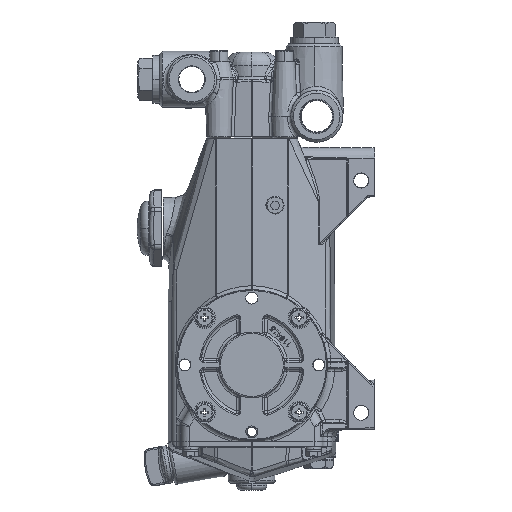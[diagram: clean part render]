
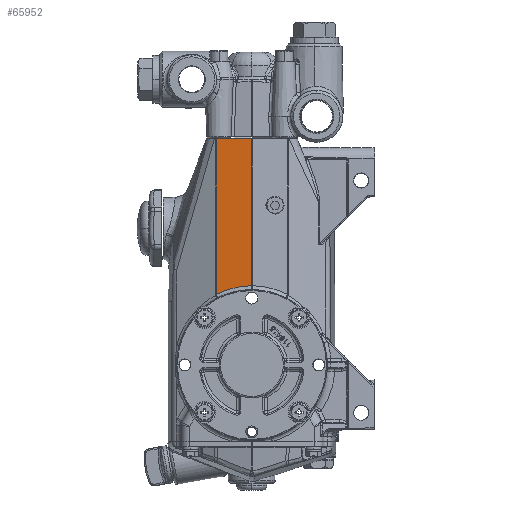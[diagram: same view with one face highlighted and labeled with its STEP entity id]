
A CAD part, left-side view. The second image highlights one B-rep face of the part: STEP entity #65952.
In plain terms, the highlighted planar face has unit normal (-0.993, 0.117, 0).
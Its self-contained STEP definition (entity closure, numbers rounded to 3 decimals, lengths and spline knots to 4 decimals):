
#2069 = DIRECTION ( 'NONE',  ( 0.117, 0.993, 0. ) ) ;
#4489 = EDGE_CURVE ( 'NONE', #123588, #56288, #66451, .T. ) ;
#12604 = CARTESIAN_POINT ( 'NONE',  ( -2.5956, 1.0366, 6.5354 ) ) ;
#15063 = CARTESIAN_POINT ( 'NONE',  ( -2.597, 1.0253, 6.5354 ) ) ;
#20579 = CARTESIAN_POINT ( 'NONE',  ( -2.6341, 0.7091, 2.1949 ) ) ;
#22184 = ORIENTED_EDGE ( 'NONE', *, *, #4489, .T. ) ;
#30882 = LINE ( 'NONE', #135906, #108776 ) ;
#34779 = VECTOR ( 'NONE', #93780, 39.3701 ) ;
#37821 = LINE ( 'NONE', #93090, #34779 ) ;
#40728 = EDGE_CURVE ( 'NONE', #56288, #128884, #30882, .T. ) ;
#42111 = ORIENTED_EDGE ( 'NONE', *, *, #44448, .T. ) ;
#44448 = EDGE_CURVE ( 'NONE', #101487, #123588, #88602, .T. ) ;
#50210 = AXIS2_PLACEMENT_3D ( 'NONE', #12604, #98014, #2069 ) ;
#50688 = CARTESIAN_POINT ( 'NONE',  ( -2.597, 1.0253, 2.0334 ) ) ;
#56288 = VERTEX_POINT ( 'NONE', #71057 ) ;
#65834 = PLANE ( 'NONE',  #50210 ) ;
#65952 = ADVANCED_FACE ( 'NONE', ( #108546 ), #65834, .F. ) ;
#66451 =( BOUNDED_CURVE ( )  B_SPLINE_CURVE ( 3, ( #50688, #20579, #124916, #105993 ),
 .UNSPECIFIED., .F., .F. ) 
 B_SPLINE_CURVE_WITH_KNOTS ( ( 4, 4 ),
 ( 4.24, 4.7023 ),
 .UNSPECIFIED. ) 
 CURVE ( )  GEOMETRIC_REPRESENTATION_ITEM ( )  RATIONAL_B_SPLINE_CURVE ( ( 1., 0.982, 0.982, 1. ) ) 
 REPRESENTATION_ITEM ( '' )  );
#71057 = CARTESIAN_POINT ( 'NONE',  ( -2.7163, 0.0092, 2.2833 ) ) ;
#76689 = DIRECTION ( 'NONE',  ( 0., 0., -1. ) ) ;
#79147 = CARTESIAN_POINT ( 'NONE',  ( -2.597, 1.0253, 2.0334 ) ) ;
#88602 = LINE ( 'NONE', #15063, #107052 ) ;
#90933 = ORIENTED_EDGE ( 'NONE', *, *, #120135, .T. ) ;
#93090 = CARTESIAN_POINT ( 'NONE',  ( -2.597, 1.0253, 6.5157 ) ) ;
#93780 = DIRECTION ( 'NONE',  ( 0.117, 0.993, 0. ) ) ;
#95294 = DIRECTION ( 'NONE',  ( 0., 0., 1. ) ) ;
#98014 = DIRECTION ( 'NONE',  ( 0.993, -0.117, 0. ) ) ;
#99870 = CARTESIAN_POINT ( 'NONE',  ( -2.7163, 0.0092, 6.5157 ) ) ;
#101487 = VERTEX_POINT ( 'NONE', #126741 ) ;
#105993 = CARTESIAN_POINT ( 'NONE',  ( -2.7163, 0.0092, 2.2833 ) ) ;
#107052 = VECTOR ( 'NONE', #76689, 39.3701 ) ;
#108546 = FACE_OUTER_BOUND ( 'NONE', #118297, .T. ) ;
#108776 = VECTOR ( 'NONE', #95294, 39.3701 ) ;
#118297 = EDGE_LOOP ( 'NONE', ( #42111, #22184, #136656, #90933 ) ) ;
#120135 = EDGE_CURVE ( 'NONE', #128884, #101487, #37821, .T. ) ;
#123588 = VERTEX_POINT ( 'NONE', #79147 ) ;
#124916 = CARTESIAN_POINT ( 'NONE',  ( -2.6746, 0.3643, 2.2798 ) ) ;
#126741 = CARTESIAN_POINT ( 'NONE',  ( -2.597, 1.0253, 6.5157 ) ) ;
#128884 = VERTEX_POINT ( 'NONE', #99870 ) ;
#135906 = CARTESIAN_POINT ( 'NONE',  ( -2.7163, 0.0092, 6.5354 ) ) ;
#136656 = ORIENTED_EDGE ( 'NONE', *, *, #40728, .T. ) ;
